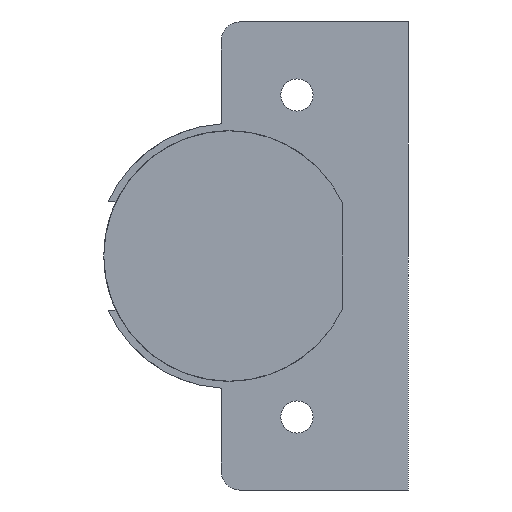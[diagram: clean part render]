
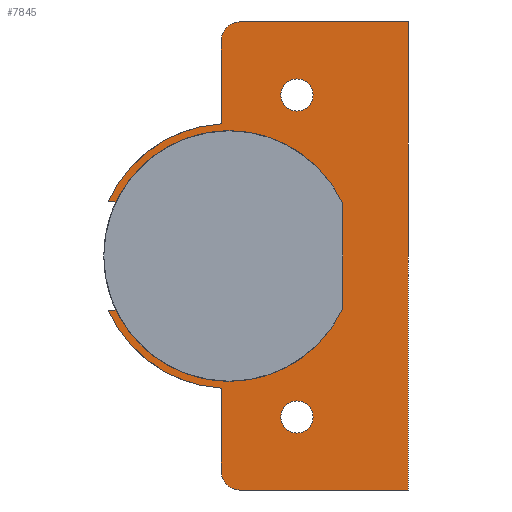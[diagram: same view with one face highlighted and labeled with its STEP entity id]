
A CAD part, front view. The second image highlights one B-rep face of the part: STEP entity #7845.
In plain terms, the highlighted planar face has unit normal (0, -1, 0).
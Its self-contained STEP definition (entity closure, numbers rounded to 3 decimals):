
#2222=DIRECTION('',(1.,0.,0.));
#2223=VECTOR('',#2222,1.102);
#2224=CARTESIAN_POINT('',(-7.561,0.,7.575));
#2225=LINE('',#2224,#2223);
#2298=CARTESIAN_POINT('',(10.777,0.,32.7));
#2299=CARTESIAN_POINT('',(10.568,0.,32.7));
#2300=CARTESIAN_POINT('',(10.199,0.,32.651));
#2301=CARTESIAN_POINT('',(9.579,0.,32.436));
#2302=CARTESIAN_POINT('',(8.968,0.,32.004));
#2303=CARTESIAN_POINT('',(8.533,0.,31.395));
#2304=CARTESIAN_POINT('',(8.317,0.,30.777));
#2305=CARTESIAN_POINT('',(8.267,0.,30.409));
#2306=CARTESIAN_POINT('',(8.267,0.,30.2));
#2311=CARTESIAN_POINT('',(8.267,0.,-30.2));
#2312=CARTESIAN_POINT('',(8.267,0.,-30.409));
#2313=CARTESIAN_POINT('',(8.317,0.,-30.777));
#2314=CARTESIAN_POINT('',(8.533,0.,-31.395));
#2315=CARTESIAN_POINT('',(8.968,0.,-32.004));
#2316=CARTESIAN_POINT('',(9.579,0.,-32.436));
#2317=CARTESIAN_POINT('',(10.199,0.,-32.651));
#2318=CARTESIAN_POINT('',(10.568,0.,-32.7));
#2319=CARTESIAN_POINT('',(10.777,0.,-32.7));
#2324=CARTESIAN_POINT('',(9.317,0.,0.));
#2325=DIRECTION('',(0.,1.,0.));
#2326=DIRECTION('',(-0.057,0.,-0.998));
#2327=AXIS2_PLACEMENT_3D('',#2324,#2325,#2326);
#2332=DIRECTION('',(1.,0.,0.));
#2333=VECTOR('',#2332,1.102);
#2334=CARTESIAN_POINT('',(-7.561,0.,-7.575));
#2335=LINE('',#2334,#2333);
#2339=CARTESIAN_POINT('',(9.317,0.,0.));
#2340=DIRECTION('',(0.,-1.,0.));
#2341=DIRECTION('',(-0.901,0.,-0.433));
#2342=AXIS2_PLACEMENT_3D('',#2339,#2340,#2341);
#2347=DIRECTION('',(0.,0.,1.));
#2348=VECTOR('',#2347,14.621);
#2349=CARTESIAN_POINT('',(25.217,0.,-7.31));
#2350=LINE('',#2349,#2348);
#2354=CARTESIAN_POINT('',(9.317,0.,0.));
#2355=DIRECTION('',(0.,-1.,0.));
#2356=DIRECTION('',(0.909,0.,0.418));
#2357=AXIS2_PLACEMENT_3D('',#2354,#2355,#2356);
#2362=CARTESIAN_POINT('',(9.317,0.,0.));
#2363=DIRECTION('',(0.,1.,0.));
#2364=DIRECTION('',(-0.912,0.,0.409));
#2365=AXIS2_PLACEMENT_3D('',#2362,#2363,#2364);
#2370=DIRECTION('',(0.,0.,1.));
#2371=VECTOR('',#2370,11.73);
#2372=CARTESIAN_POINT('',(8.267,0.,18.47));
#2373=LINE('',#2372,#2371);
#2377=CARTESIAN_POINT('',(18.817,0.,-22.5));
#2378=DIRECTION('',(0.,-1.,0.));
#2379=DIRECTION('',(1.,0.,0.));
#2380=AXIS2_PLACEMENT_3D('',#2377,#2378,#2379);
#2385=CARTESIAN_POINT('',(18.817,0.,-22.5));
#2386=DIRECTION('',(0.,-1.,0.));
#2387=DIRECTION('',(-1.,0.,0.));
#2388=AXIS2_PLACEMENT_3D('',#2385,#2386,#2387);
#2393=CARTESIAN_POINT('',(18.817,0.,22.5));
#2394=DIRECTION('',(0.,-1.,0.));
#2395=DIRECTION('',(1.,0.,0.));
#2396=AXIS2_PLACEMENT_3D('',#2393,#2394,#2395);
#2401=CARTESIAN_POINT('',(18.817,0.,22.5));
#2402=DIRECTION('',(0.,-1.,0.));
#2403=DIRECTION('',(-1.,0.,0.));
#2404=AXIS2_PLACEMENT_3D('',#2401,#2402,#2403);
#2562=DIRECTION('',(-1.,0.,0.));
#2563=VECTOR('',#2562,23.59);
#2564=CARTESIAN_POINT('',(34.367,0.,32.7));
#2565=LINE('',#2564,#2563);
#3407=DIRECTION('',(0.,0.,-1.));
#3408=VECTOR('',#3407,11.73);
#3409=CARTESIAN_POINT('',(8.267,0.,-18.47));
#3410=LINE('',#3409,#3408);
#3428=DIRECTION('',(1.,0.,0.));
#3429=VECTOR('',#3428,23.59);
#3430=CARTESIAN_POINT('',(10.777,0.,-32.7));
#3431=LINE('',#3430,#3429);
#3449=DIRECTION('',(0.,0.,1.));
#3450=VECTOR('',#3449,65.4);
#3451=CARTESIAN_POINT('',(34.367,0.,-32.7));
#3452=LINE('',#3451,#3450);
#6071=CARTESIAN_POINT('',(25.217,0.,-7.31));
#6072=CARTESIAN_POINT('',(25.217,0.,7.31));
#6073=VERTEX_POINT('',#6071);
#6074=VERTEX_POINT('',#6072);
#6075=CARTESIAN_POINT('',(-7.561,0.,7.575));
#6076=CARTESIAN_POINT('',(-6.459,0.,7.575));
#6077=VERTEX_POINT('',#6075);
#6078=VERTEX_POINT('',#6076);
#6079=CARTESIAN_POINT('',(8.267,0.,18.47));
#6080=VERTEX_POINT('',#6079);
#6081=CARTESIAN_POINT('',(8.267,0.,-18.47));
#6082=CARTESIAN_POINT('',(-7.561,0.,-7.575));
#6083=VERTEX_POINT('',#6081);
#6084=VERTEX_POINT('',#6082);
#6085=CARTESIAN_POINT('',(-6.459,0.,-7.575));
#6086=VERTEX_POINT('',#6085);
#6087=CARTESIAN_POINT('',(21.067,0.,-22.5));
#6088=CARTESIAN_POINT('',(16.567,0.,-22.5));
#6089=VERTEX_POINT('',#6087);
#6090=VERTEX_POINT('',#6088);
#6091=CARTESIAN_POINT('',(21.067,0.,22.5));
#6092=CARTESIAN_POINT('',(16.567,0.,22.5));
#6093=VERTEX_POINT('',#6091);
#6094=VERTEX_POINT('',#6092);
#6232=CARTESIAN_POINT('',(34.367,0.,-32.7));
#6233=VERTEX_POINT('',#6232);
#6241=CARTESIAN_POINT('',(34.367,0.,32.7));
#6242=VERTEX_POINT('',#6241);
#6249=VERTEX_POINT('',#2298);
#6250=VERTEX_POINT('',#2306);
#6257=VERTEX_POINT('',#2311);
#6258=VERTEX_POINT('',#2319);
#7800=CARTESIAN_POINT('',(9.317,0.,0.));
#7801=DIRECTION('',(0.,-1.,0.));
#7802=DIRECTION('',(0.,0.,1.));
#7803=AXIS2_PLACEMENT_3D('',#7800,#7801,#7802);
#7804=PLANE('',#7803);
#7806=ORIENTED_EDGE('',*,*,#7805,.F.);
#7808=ORIENTED_EDGE('',*,*,#7807,.F.);
#7810=ORIENTED_EDGE('',*,*,#7809,.F.);
#7812=ORIENTED_EDGE('',*,*,#7811,.F.);
#7814=ORIENTED_EDGE('',*,*,#7813,.F.);
#7816=ORIENTED_EDGE('',*,*,#7815,.F.);
#7818=ORIENTED_EDGE('',*,*,#7817,.T.);
#7820=ORIENTED_EDGE('',*,*,#7819,.T.);
#7822=ORIENTED_EDGE('',*,*,#7821,.T.);
#7824=ORIENTED_EDGE('',*,*,#7823,.T.);
#7826=ORIENTED_EDGE('',*,*,#7825,.T.);
#7827=ORIENTED_EDGE('',*,*,#7744,.F.);
#7828=ORIENTED_EDGE('',*,*,#7791,.T.);
#7830=ORIENTED_EDGE('',*,*,#7829,.T.);
#7831=EDGE_LOOP('',(#7806,#7808,#7810,#7812,#7814,#7816,#7818,#7820,#7822,#7824,
#7826,#7827,#7828,#7830));
#7832=FACE_OUTER_BOUND('',#7831,.F.);
#7834=ORIENTED_EDGE('',*,*,#7833,.T.);
#7836=ORIENTED_EDGE('',*,*,#7835,.T.);
#7837=EDGE_LOOP('',(#7834,#7836));
#7838=FACE_BOUND('',#7837,.F.);
#7840=ORIENTED_EDGE('',*,*,#7839,.T.);
#7842=ORIENTED_EDGE('',*,*,#7841,.T.);
#7843=EDGE_LOOP('',(#7840,#7842));
#7844=FACE_BOUND('',#7843,.F.);
#2307=B_SPLINE_CURVE_WITH_KNOTS('',3,(#2298,#2299,#2300,#2301,#2302,#2303,#2304,
#2305,#2306),.UNSPECIFIED.,.F.,.F.,(4,1,1,1,1,1,4),(0.,0.125,0.25,0.5,
0.75,0.875,1.),.UNSPECIFIED.);
#2320=B_SPLINE_CURVE_WITH_KNOTS('',3,(#2311,#2312,#2313,#2314,#2315,#2316,#2317,
#2318,#2319),.UNSPECIFIED.,.F.,.F.,(4,1,1,1,1,1,4),(0.,0.125,0.25,0.5,
0.75,0.875,1.),.UNSPECIFIED.);
#2328=CIRCLE('',#2327,18.5);
#2343=CIRCLE('',#2342,17.5);
#2358=CIRCLE('',#2357,17.5);
#2366=CIRCLE('',#2365,18.5);
#2381=CIRCLE('',#2380,2.25);
#2389=CIRCLE('',#2388,2.25);
#2397=CIRCLE('',#2396,2.25);
#2405=CIRCLE('',#2404,2.25);
#7744=EDGE_CURVE('',#6077,#6078,#2225,.T.);
#7791=EDGE_CURVE('',#6077,#6080,#2366,.T.);
#7805=EDGE_CURVE('',#6249,#6250,#2307,.T.);
#7807=EDGE_CURVE('',#6242,#6249,#2565,.T.);
#7809=EDGE_CURVE('',#6233,#6242,#3452,.T.);
#7811=EDGE_CURVE('',#6258,#6233,#3431,.T.);
#7813=EDGE_CURVE('',#6257,#6258,#2320,.T.);
#7815=EDGE_CURVE('',#6083,#6257,#3410,.T.);
#7817=EDGE_CURVE('',#6083,#6084,#2328,.T.);
#7819=EDGE_CURVE('',#6084,#6086,#2335,.T.);
#7821=EDGE_CURVE('',#6086,#6073,#2343,.T.);
#7823=EDGE_CURVE('',#6073,#6074,#2350,.T.);
#7825=EDGE_CURVE('',#6074,#6078,#2358,.T.);
#7829=EDGE_CURVE('',#6080,#6250,#2373,.T.);
#7833=EDGE_CURVE('',#6089,#6090,#2381,.T.);
#7835=EDGE_CURVE('',#6090,#6089,#2389,.T.);
#7839=EDGE_CURVE('',#6093,#6094,#2397,.T.);
#7841=EDGE_CURVE('',#6094,#6093,#2405,.T.);
#7845=ADVANCED_FACE('',(#7832,#7838,#7844),#7804,.T.);
